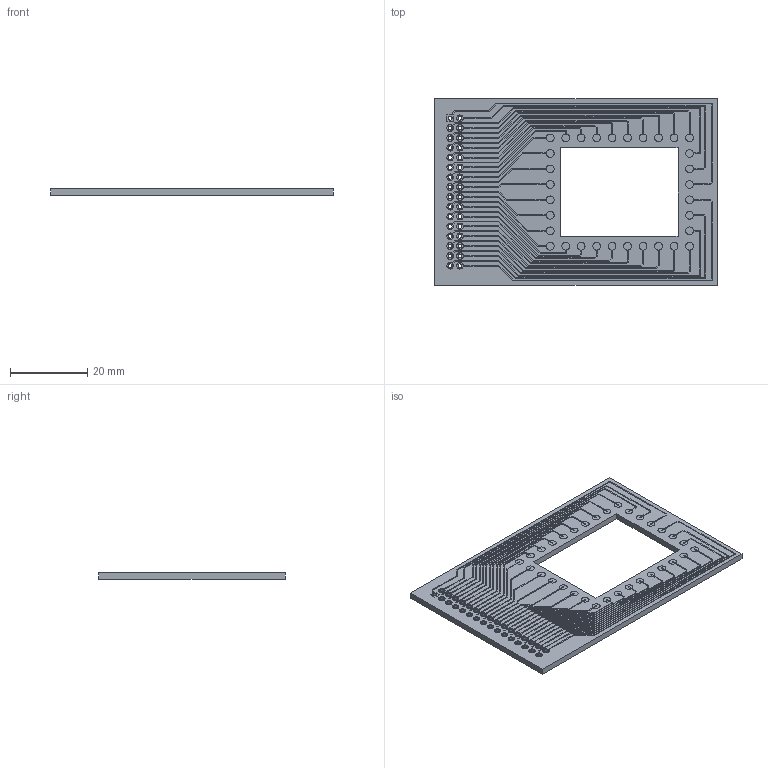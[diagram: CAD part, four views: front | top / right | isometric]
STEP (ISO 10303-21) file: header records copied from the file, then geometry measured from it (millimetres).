
FILE_DESCRIPTION(('FreeCAD Model'),'2;1');
FILE_NAME('Open CASCADE Shape Model','2023-08-02T15:23:07',(''),(''), 'Open CASCADE STEP processor 7.6','FreeCAD','Unknown');
FILE_SCHEMA(('AUTOMOTIVE_DESIGN { 1 0 10303 214 1 1 1 1 }'));
Length unit declared in the file: millimetre
Products named in the file (7): Outline2; Local_CS_cb1f; Board_Geoms_cb1f; Pcb_cb1f; topPads_cb1f_cut; topTracks_cb1f; botPads_cb1f
Assembly tree (6 placements, depth 3):
  Outline2
    Local_CS_cb1f
    Board_Geoms_cb1f
      Pcb_cb1f
      topPads_cb1f_cut
      topTracks_cb1f
      botPads_cb1f
Bounding box: 73.03 x 48.26 x 1.64 mm (x, y, z)
Volume: 4483.6 mm3; surface area: 6937.2 mm2
Topology: 1 solids, 129 shells, 170 faces, 962 edges, 922 vertices
Faces by surface type: plane 138, cylinder 32
Full cylindrical faces by diameter (mm): 1 x32
Entity records: 11475 total; most frequent: CARTESIAN_POINT 2061, DIRECTION 1881, ORIENTED_EDGE 1082, EDGE_CURVE 962, VERTEX_POINT 922, AXIS2_PLACEMENT_3D 742, CIRCLE 565, LINE 397
